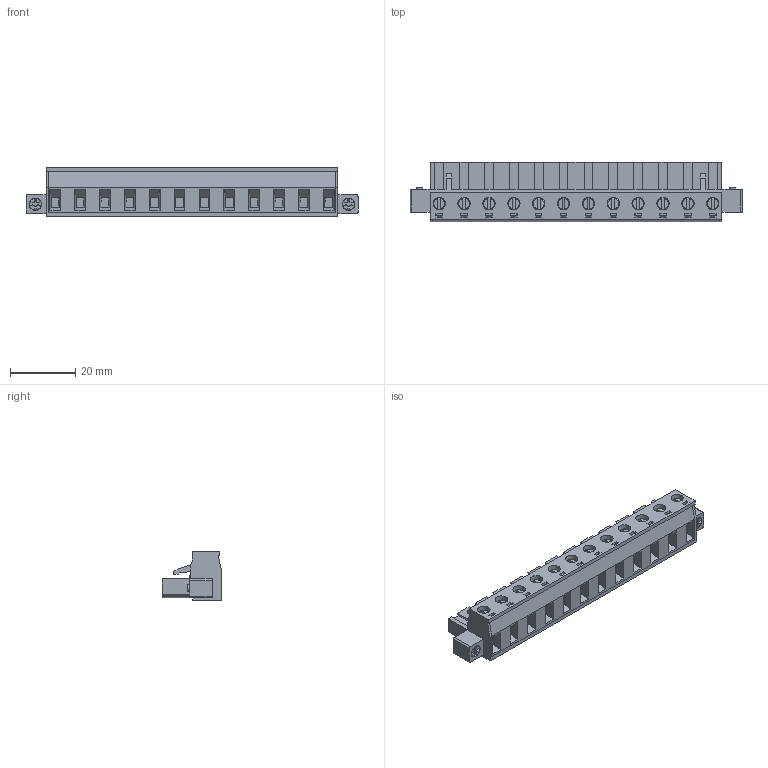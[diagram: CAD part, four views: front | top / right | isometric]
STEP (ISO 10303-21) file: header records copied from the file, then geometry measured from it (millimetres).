
FILE_DESCRIPTION( ( 'Unknown' ), '1' );
FILE_NAME( '691340400012.stp', 'Unknown', ( 'Unknown' ), ( 'Unknown' ), 'PSStep 18.0.17', 'Unknown', ' ' );
FILE_SCHEMA( ( 'AUTOMOTIVE_DESIGN { 1 0 10303 214 1 1 1 1 }' ) );
Length unit declared in the file: millimetre
Products named in the file (7): Assem1; 6913404000xx_CAGE; 6913404000xx_PIN; 6913404000xx_VIS; 6913404000xx_VIS Flange; 691340400012_CAPOT; 691340400012
Assembly tree (40 placements, depth 2):
  Assem1
    6913404000xx_CAGE  x12
    6913404000xx_PIN  x12
    6913404000xx_VIS  x12
    6913404000xx_VIS Flange  x2
    691340400012_CAPOT
    691340400012
Bounding box: 101.74 x 18.2 x 15.1 mm (x, y, z)
Volume: 10995.3 mm3; surface area: 24322 mm2
Topology: 40 solids, 40 shells, 2919 faces, 7979 edges, 5216 vertices
Faces by surface type: plane 2203, cylinder 648, torus 42, cone 26
Full cylindrical faces by diameter (mm): 1.5 x12, 2 x2, 2.2 x12, 2.4 x2, 2.5 x14, 2.9 x12, 2.95 x12, 3 x12, 3.8 x28
Entity records: 59839 total; most frequent: CARTESIAN_POINT 8474, ORIENTED_EDGE 8166, DIRECTION 7519, EDGE_CURVE 4083, LINE 3761, VECTOR 3761, VERTEX_POINT 2702, AXIS2_PLACEMENT_3D 1879
